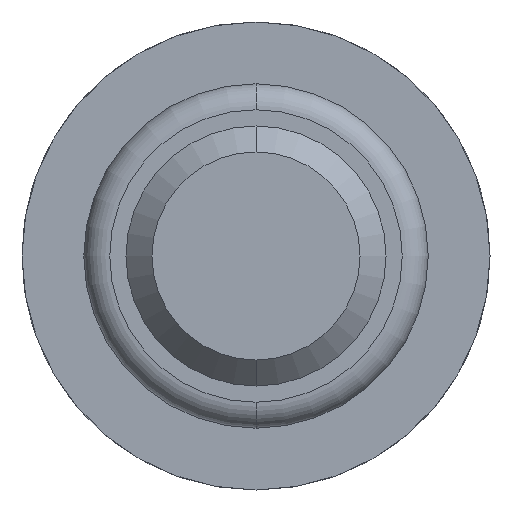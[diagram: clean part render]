
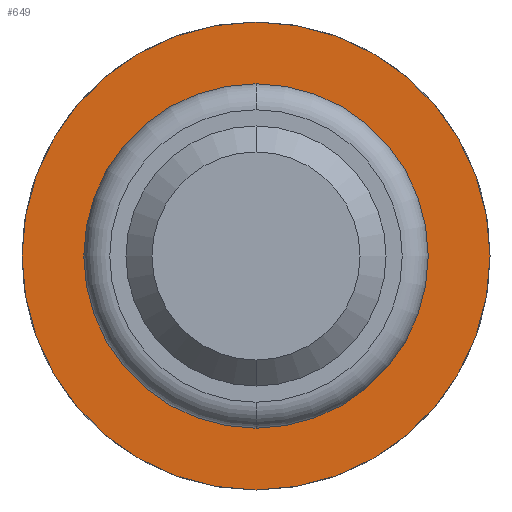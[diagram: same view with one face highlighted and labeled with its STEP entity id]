
A CAD part, front view. The second image highlights one B-rep face of the part: STEP entity #649.
In plain terms, the highlighted planar face has unit normal (0, -1, 0).
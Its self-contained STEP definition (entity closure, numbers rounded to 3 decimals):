
#5 = DIRECTION ( 'NONE',  ( 0., 0., 1. ) ) ;
#33 = EDGE_LOOP ( 'NONE', ( #635, #2743 ) ) ;
#67 = DIRECTION ( 'NONE',  ( 0., 1., 0. ) ) ;
#76 = DIRECTION ( 'NONE',  ( 0., 0., 1. ) ) ;
#156 = CIRCLE ( 'NONE', #2039, 1.8 ) ;
#275 = EDGE_CURVE ( 'Defeature ausgef�hrt4_39+Defeature ausgef�hrt4_40+Defeature ausgef�hrt4_40+Defeature ausgef�hrt4_40', #3348, #4167, #4106, .T. ) ;
#518 = ORIENTED_EDGE ( 'NONE', *, *, #4261, .F. ) ;
#541 = CARTESIAN_POINT ( 'NONE',  ( 0., -1.8, -1.325 ) ) ;
#629 = DIRECTION ( 'NONE',  ( 0., 0., 1. ) ) ;
#635 = ORIENTED_EDGE ( 'NONE', *, *, #3404, .T. ) ;
#649 = ADVANCED_FACE ( 'Defeature ausgef�hrt4_39', ( #3607, #4043 ), #1047, .F. ) ;
#696 = AXIS2_PLACEMENT_3D ( 'NONE', #1295, #1613, #629 ) ;
#1047 = PLANE ( 'NONE',  #3306 ) ;
#1120 = DIRECTION ( 'NONE',  ( 0., 0., 1. ) ) ;
#1295 = CARTESIAN_POINT ( 'NONE',  ( 0., -1.8, 0. ) ) ;
#1381 = DIRECTION ( 'NONE',  ( 0., 1., 0. ) ) ;
#1423 = CARTESIAN_POINT ( 'NONE',  ( 0., -1.8, 0. ) ) ;
#1436 = DIRECTION ( 'NONE',  ( 0., 1., 0. ) ) ;
#1442 = DIRECTION ( 'NONE',  ( 0., 1., 0. ) ) ;
#1579 = VERTEX_POINT ( 'NONE', #3892 ) ;
#1613 = DIRECTION ( 'NONE',  ( 0., 1., 0. ) ) ;
#1922 = AXIS2_PLACEMENT_3D ( 'NONE', #2118, #1442, #4178 ) ;
#2039 = AXIS2_PLACEMENT_3D ( 'NONE', #1423, #1436, #76 ) ;
#2113 = CARTESIAN_POINT ( 'NONE',  ( 0., -1.8, 0. ) ) ;
#2118 = CARTESIAN_POINT ( 'NONE',  ( 0., -1.8, 0. ) ) ;
#2743 = ORIENTED_EDGE ( 'NONE', *, *, #275, .T. ) ;
#3086 = CIRCLE ( 'NONE', #1922, 1.8 ) ;
#3132 = CARTESIAN_POINT ( 'NONE',  ( 0., -1.8, -1.8 ) ) ;
#3306 = AXIS2_PLACEMENT_3D ( 'NONE', #3409, #1381, #5 ) ;
#3348 = VERTEX_POINT ( 'NONE', #541 ) ;
#3404 = EDGE_CURVE ( 'Defeature ausgef�hrt4_39+Defeature ausgef�hrt4_40+Defeature ausgef�hrt4_40+Defeature ausgef�hrt4_40', #4167, #3348, #3920, .T. ) ;
#3409 = CARTESIAN_POINT ( 'NONE',  ( 1.8, -1.8, 0. ) ) ;
#3589 = EDGE_CURVE ( 'Defeature ausgef�hrt4_38+Defeature ausgef�hrt4_39+Defeature ausgef�hrt4_39+Defeature ausgef�hrt4_39', #1579, #4220, #3086, .T. ) ;
#3607 = FACE_OUTER_BOUND ( 'NONE', #3674, .T. ) ;
#3674 = EDGE_LOOP ( 'NONE', ( #4206, #518 ) ) ;
#3842 = CARTESIAN_POINT ( 'NONE',  ( 0., -1.8, 1.325 ) ) ;
#3892 = CARTESIAN_POINT ( 'NONE',  ( 0., -1.8, 1.8 ) ) ;
#3920 = CIRCLE ( 'NONE', #696, 1.325 ) ;
#4043 = FACE_BOUND ( 'NONE', #33, .T. ) ;
#4106 = CIRCLE ( 'NONE', #4395, 1.325 ) ;
#4167 = VERTEX_POINT ( 'NONE', #3842 ) ;
#4178 = DIRECTION ( 'NONE',  ( 0., 0., 1. ) ) ;
#4206 = ORIENTED_EDGE ( 'NONE', *, *, #3589, .F. ) ;
#4220 = VERTEX_POINT ( 'NONE', #3132 ) ;
#4261 = EDGE_CURVE ( 'Defeature ausgef�hrt4_38+Defeature ausgef�hrt4_39+Defeature ausgef�hrt4_39+Defeature ausgef�hrt4_39', #4220, #1579, #156, .T. ) ;
#4395 = AXIS2_PLACEMENT_3D ( 'NONE', #2113, #67, #1120 ) ;
